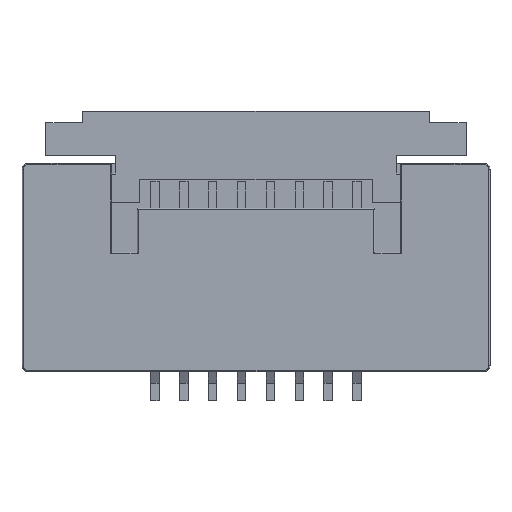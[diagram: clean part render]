
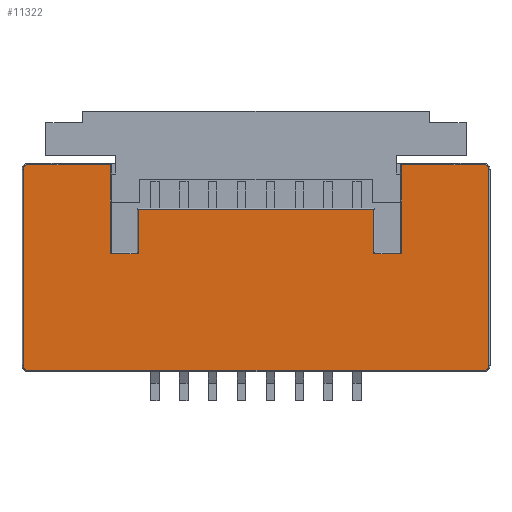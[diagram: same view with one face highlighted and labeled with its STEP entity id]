
A CAD part, top view. The second image highlights one B-rep face of the part: STEP entity #11322.
In plain terms, the highlighted planar face has unit normal (0, 0, 1).
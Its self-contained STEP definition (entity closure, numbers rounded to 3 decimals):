
#1 = PLANE ( 'NONE',  #5827 ) ;
#334 = VECTOR ( 'NONE', #7843, 1000. ) ;
#352 = DIRECTION ( 'NONE',  ( 0., 0., 1. ) ) ;
#380 = VECTOR ( 'NONE', #5355, 1000. ) ;
#403 = ORIENTED_EDGE ( 'NONE', *, *, #11340, .T. ) ;
#568 = CARTESIAN_POINT ( 'NONE',  ( -4.03, 0.975, 1.55 ) ) ;
#649 = CARTESIAN_POINT ( 'NONE',  ( 3.95, 0.975, 1.55 ) ) ;
#856 = DIRECTION ( 'NONE',  ( 1., 0., 0. ) ) ;
#876 = VECTOR ( 'NONE', #4679, 1000. ) ;
#922 = ORIENTED_EDGE ( 'NONE', *, *, #6904, .T. ) ;
#1118 = EDGE_CURVE ( 'NONE', #9553, #9830, #7987, .T. ) ;
#1180 = EDGE_CURVE ( 'NONE', #3352, #6292, #3787, .T. ) ;
#1646 = DIRECTION ( 'NONE',  ( 0., 0., 1. ) ) ;
#1739 = VERTEX_POINT ( 'NONE', #10669 ) ;
#1782 = DIRECTION ( 'NONE',  ( 0., 0., 1. ) ) ;
#2024 = DIRECTION ( 'NONE',  ( 1., 0., 0. ) ) ;
#2288 = ORIENTED_EDGE ( 'NONE', *, *, #10708, .T. ) ;
#2702 = VECTOR ( 'NONE', #7546, 1000. ) ;
#2704 = VECTOR ( 'NONE', #2024, 1000. ) ;
#2708 = DIRECTION ( 'NONE',  ( 1., 0., 0. ) ) ;
#2734 = CARTESIAN_POINT ( 'NONE',  ( -2.52, -0.986, 1.55 ) ) ;
#2762 = CARTESIAN_POINT ( 'NONE',  ( 2.52, -2.525, 1.55 ) ) ;
#3173 = ORIENTED_EDGE ( 'NONE', *, *, #11683, .T. ) ;
#3187 = CIRCLE ( 'NONE', #3479, 0.08 ) ;
#3299 = LINE ( 'NONE', #11304, #8406 ) ;
#3352 = VERTEX_POINT ( 'NONE', #4669 ) ;
#3479 = AXIS2_PLACEMENT_3D ( 'NONE', #649, #4409, #5504 ) ;
#3639 = LINE ( 'NONE', #5226, #9489 ) ;
#3648 = EDGE_CURVE ( 'NONE', #6292, #6504, #3728, .T. ) ;
#3728 = LINE ( 'NONE', #8997, #7162 ) ;
#3752 = CARTESIAN_POINT ( 'NONE',  ( -2.038, -1.729, 1.55 ) ) ;
#3780 = CARTESIAN_POINT ( 'NONE',  ( -4.03, -2.425, 1.55 ) ) ;
#3787 = CIRCLE ( 'NONE', #8348, 0.08 ) ;
#3801 = ORIENTED_EDGE ( 'NONE', *, *, #6106, .T. ) ;
#3908 = VECTOR ( 'NONE', #8366, 1000. ) ;
#4409 = DIRECTION ( 'NONE',  ( 0., 0., 1. ) ) ;
#4669 = CARTESIAN_POINT ( 'NONE',  ( 3.95, -2.505, 1.55 ) ) ;
#4675 = LINE ( 'NONE', #7595, #9755 ) ;
#4679 = DIRECTION ( 'NONE',  ( 0., 1., 0. ) ) ;
#4693 = CARTESIAN_POINT ( 'NONE',  ( -2.52, -2.505, 1.55 ) ) ;
#4791 = CARTESIAN_POINT ( 'NONE',  ( -3.95, 0.975, 1.55 ) ) ;
#4841 = VERTEX_POINT ( 'NONE', #9361 ) ;
#4864 = EDGE_CURVE ( 'NONE', #11227, #11480, #7733, .T. ) ;
#4993 = EDGE_CURVE ( 'NONE', #1739, #3352, #7246, .T. ) ;
#5041 = CARTESIAN_POINT ( 'NONE',  ( -2.038, -1.749, 1.55 ) ) ;
#5226 = CARTESIAN_POINT ( 'NONE',  ( 2.058, -1.729, 1.55 ) ) ;
#5227 = CARTESIAN_POINT ( 'NONE',  ( -2.038, -0.966, 1.55 ) ) ;
#5267 = LINE ( 'NONE', #2762, #2702 ) ;
#5355 = DIRECTION ( 'NONE',  ( 1., 0., 0. ) ) ;
#5504 = DIRECTION ( 'NONE',  ( 1., 0., 0. ) ) ;
#5720 = CARTESIAN_POINT ( 'NONE',  ( 4.03, -2.425, 1.55 ) ) ;
#5812 = CARTESIAN_POINT ( 'NONE',  ( 2.038, -1.729, 1.55 ) ) ;
#5827 = AXIS2_PLACEMENT_3D ( 'NONE', #6088, #352, #6007 ) ;
#6007 = DIRECTION ( 'NONE',  ( 1., 0., 0. ) ) ;
#6088 = CARTESIAN_POINT ( 'NONE',  ( 0., 0.315, 1.55 ) ) ;
#6106 = EDGE_CURVE ( 'NONE', #6504, #12011, #3187, .T. ) ;
#6150 = VECTOR ( 'NONE', #7444, 1000. ) ;
#6274 = CARTESIAN_POINT ( 'NONE',  ( -2.058, -0.966, 1.55 ) ) ;
#6292 = VERTEX_POINT ( 'NONE', #5720 ) ;
#6431 = CARTESIAN_POINT ( 'NONE',  ( -3.95, 1.055, 1.55 ) ) ;
#6468 = VERTEX_POINT ( 'NONE', #5812 ) ;
#6472 = DIRECTION ( 'NONE',  ( 1., 0., 0. ) ) ;
#6504 = VERTEX_POINT ( 'NONE', #6759 ) ;
#6513 = ORIENTED_EDGE ( 'NONE', *, *, #6874, .T. ) ;
#6759 = CARTESIAN_POINT ( 'NONE',  ( 4.03, 0.975, 1.55 ) ) ;
#6827 = CARTESIAN_POINT ( 'NONE',  ( 3.95, 1.055, 1.55 ) ) ;
#6874 = EDGE_CURVE ( 'NONE', #4841, #1739, #5267, .T. ) ;
#6904 = EDGE_CURVE ( 'NONE', #6468, #7381, #4675, .T. ) ;
#6939 = EDGE_CURVE ( 'NONE', #7381, #4841, #3299, .T. ) ;
#6986 = ORIENTED_EDGE ( 'NONE', *, *, #6939, .T. ) ;
#7162 = VECTOR ( 'NONE', #10004, 1000. ) ;
#7246 = LINE ( 'NONE', #10021, #380 ) ;
#7339 = DIRECTION ( 'NONE',  ( 1., 0., 0. ) ) ;
#7381 = VERTEX_POINT ( 'NONE', #9059 ) ;
#7382 = CARTESIAN_POINT ( 'NONE',  ( 3.95, -2.425, 1.55 ) ) ;
#7444 = DIRECTION ( 'NONE',  ( 0., -1., 0. ) ) ;
#7546 = DIRECTION ( 'NONE',  ( 0., -1., 0. ) ) ;
#7595 = CARTESIAN_POINT ( 'NONE',  ( 2.038, -0.986, 1.55 ) ) ;
#7733 = CIRCLE ( 'NONE', #8228, 0.08 ) ;
#7747 = CARTESIAN_POINT ( 'NONE',  ( -2.52, -0.966, 1.55 ) ) ;
#7820 = LINE ( 'NONE', #5041, #334 ) ;
#7843 = DIRECTION ( 'NONE',  ( 0., -1., 0. ) ) ;
#7987 = LINE ( 'NONE', #6274, #8131 ) ;
#8116 = AXIS2_PLACEMENT_3D ( 'NONE', #4791, #11380, #856 ) ;
#8131 = VECTOR ( 'NONE', #7339, 1000. ) ;
#8228 = AXIS2_PLACEMENT_3D ( 'NONE', #11297, #1782, #6472 ) ;
#8322 = LINE ( 'NONE', #2734, #876 ) ;
#8348 = AXIS2_PLACEMENT_3D ( 'NONE', #7382, #1646, #8360 ) ;
#8360 = DIRECTION ( 'NONE',  ( 1., 0., 0. ) ) ;
#8366 = DIRECTION ( 'NONE',  ( -1., 0., 0. ) ) ;
#8406 = VECTOR ( 'NONE', #2708, 1000. ) ;
#8419 = EDGE_LOOP ( 'NONE', ( #3173, #2288, #11045, #9666, #403, #11747, #9127, #10948, #11809, #922, #6986, #6513, #11135, #9064, #11791, #3801 ) ) ;
#8687 = CARTESIAN_POINT ( 'NONE',  ( -2.5, -2.505, 1.55 ) ) ;
#8887 = CIRCLE ( 'NONE', #8116, 0.08 ) ;
#8997 = CARTESIAN_POINT ( 'NONE',  ( 4.03, 0.975, 1.55 ) ) ;
#9059 = CARTESIAN_POINT ( 'NONE',  ( 2.038, -0.966, 1.55 ) ) ;
#9064 = ORIENTED_EDGE ( 'NONE', *, *, #1180, .T. ) ;
#9078 = CARTESIAN_POINT ( 'NONE',  ( -3.95, -2.505, 1.55 ) ) ;
#9127 = ORIENTED_EDGE ( 'NONE', *, *, #1118, .T. ) ;
#9151 = EDGE_CURVE ( 'NONE', #9830, #9500, #7820, .T. ) ;
#9173 = CARTESIAN_POINT ( 'NONE',  ( -3.95, 1.055, 1.55 ) ) ;
#9268 = CARTESIAN_POINT ( 'NONE',  ( -4.03, -2.425, 1.55 ) ) ;
#9280 = LINE ( 'NONE', #8687, #2704 ) ;
#9361 = CARTESIAN_POINT ( 'NONE',  ( 2.52, -0.966, 1.55 ) ) ;
#9438 = EDGE_CURVE ( 'NONE', #10716, #9553, #8322, .T. ) ;
#9489 = VECTOR ( 'NONE', #11903, 1000. ) ;
#9500 = VERTEX_POINT ( 'NONE', #3752 ) ;
#9553 = VERTEX_POINT ( 'NONE', #7747 ) ;
#9666 = ORIENTED_EDGE ( 'NONE', *, *, #4864, .T. ) ;
#9755 = VECTOR ( 'NONE', #10436, 1000. ) ;
#9830 = VERTEX_POINT ( 'NONE', #5227 ) ;
#10004 = DIRECTION ( 'NONE',  ( 0., 1., 0. ) ) ;
#10021 = CARTESIAN_POINT ( 'NONE',  ( 3.95, -2.505, 1.55 ) ) ;
#10187 = FACE_OUTER_BOUND ( 'NONE', #8419, .T. ) ;
#10436 = DIRECTION ( 'NONE',  ( 0., 1., 0. ) ) ;
#10657 = LINE ( 'NONE', #6431, #3908 ) ;
#10669 = CARTESIAN_POINT ( 'NONE',  ( 2.52, -2.505, 1.55 ) ) ;
#10708 = EDGE_CURVE ( 'NONE', #12173, #11475, #8887, .T. ) ;
#10716 = VERTEX_POINT ( 'NONE', #4693 ) ;
#10800 = EDGE_CURVE ( 'NONE', #9500, #6468, #3639, .T. ) ;
#10948 = ORIENTED_EDGE ( 'NONE', *, *, #9151, .T. ) ;
#11045 = ORIENTED_EDGE ( 'NONE', *, *, #11762, .T. ) ;
#11135 = ORIENTED_EDGE ( 'NONE', *, *, #4993, .T. ) ;
#11227 = VERTEX_POINT ( 'NONE', #3780 ) ;
#11229 = LINE ( 'NONE', #9268, #6150 ) ;
#11297 = CARTESIAN_POINT ( 'NONE',  ( -3.95, -2.425, 1.55 ) ) ;
#11304 = CARTESIAN_POINT ( 'NONE',  ( 2.5, -0.966, 1.55 ) ) ;
#11322 = ADVANCED_FACE ( 'NONE', ( #10187 ), #1, .T. ) ;
#11340 = EDGE_CURVE ( 'NONE', #11480, #10716, #9280, .T. ) ;
#11380 = DIRECTION ( 'NONE',  ( 0., 0., 1. ) ) ;
#11475 = VERTEX_POINT ( 'NONE', #568 ) ;
#11480 = VERTEX_POINT ( 'NONE', #9078 ) ;
#11683 = EDGE_CURVE ( 'NONE', #12011, #12173, #10657, .T. ) ;
#11747 = ORIENTED_EDGE ( 'NONE', *, *, #9438, .T. ) ;
#11762 = EDGE_CURVE ( 'NONE', #11475, #11227, #11229, .T. ) ;
#11791 = ORIENTED_EDGE ( 'NONE', *, *, #3648, .T. ) ;
#11809 = ORIENTED_EDGE ( 'NONE', *, *, #10800, .T. ) ;
#11903 = DIRECTION ( 'NONE',  ( 1., 0., 0. ) ) ;
#12011 = VERTEX_POINT ( 'NONE', #6827 ) ;
#12173 = VERTEX_POINT ( 'NONE', #9173 ) ;
